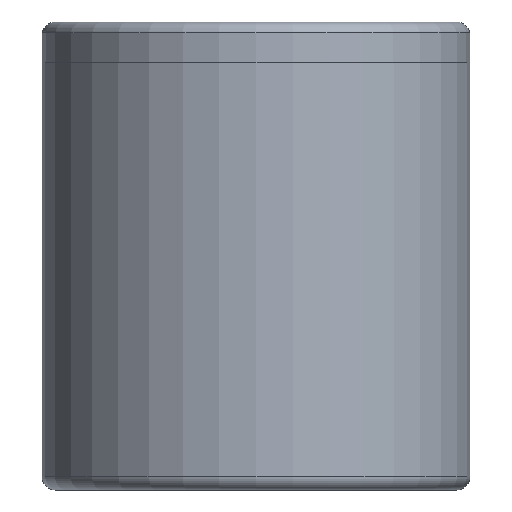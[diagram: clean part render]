
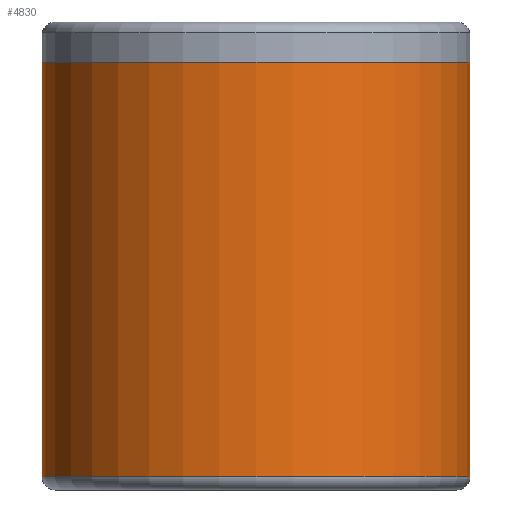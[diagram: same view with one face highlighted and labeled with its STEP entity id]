
A CAD part, front view. The second image highlights one B-rep face of the part: STEP entity #4830.
In plain terms, the highlighted cylindrical face has radius 16 mm (diameter 32 mm), a partial arc.
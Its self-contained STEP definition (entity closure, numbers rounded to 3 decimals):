
#252 = CARTESIAN_POINT ( 'NONE',  ( -16., 0., 32. ) ) ;
#1140 = ORIENTED_EDGE ( 'NONE', *, *, #1609, .T. ) ;
#1147 = VERTEX_POINT ( 'NONE', #2935 ) ;
#1362 = DIRECTION ( 'NONE',  ( 0., 0., -1. ) ) ;
#1609 = EDGE_CURVE ( 'NONE', #3553, #2822, #8800, .T. ) ;
#2508 = EDGE_CURVE ( 'NONE', #2822, #1147, #10533, .T. ) ;
#2822 = VERTEX_POINT ( 'NONE', #11857 ) ;
#2935 = CARTESIAN_POINT ( 'NONE',  ( 16., 0., 1. ) ) ;
#3257 = CARTESIAN_POINT ( 'NONE',  ( -16., 0., 35. ) ) ;
#3343 = DIRECTION ( 'NONE',  ( -1., 0., 0. ) ) ;
#3553 = VERTEX_POINT ( 'NONE', #252 ) ;
#3752 = CARTESIAN_POINT ( 'NONE',  ( 0., 0., 32. ) ) ;
#4265 = VECTOR ( 'NONE', #9533, 1000. ) ;
#4342 = CARTESIAN_POINT ( 'NONE',  ( 0., 0., 1. ) ) ;
#4611 = AXIS2_PLACEMENT_3D ( 'NONE', #3752, #10298, #4689 ) ;
#4689 = DIRECTION ( 'NONE',  ( 1., 0., 0. ) ) ;
#4774 = AXIS2_PLACEMENT_3D ( 'NONE', #9885, #10788, #3343 ) ;
#4830 = ADVANCED_FACE ( 'NONE', ( #7820 ), #9711, .T. ) ;
#5292 = DIRECTION ( 'NONE',  ( 1., 0., 0. ) ) ;
#5550 = ORIENTED_EDGE ( 'NONE', *, *, #2508, .T. ) ;
#6040 = CARTESIAN_POINT ( 'NONE',  ( 16., 0., 32. ) ) ;
#6322 = EDGE_CURVE ( 'NONE', #9916, #1147, #9249, .T. ) ;
#6627 = VECTOR ( 'NONE', #1362, 1000. ) ;
#6760 = EDGE_CURVE ( 'NONE', #3553, #9916, #8090, .T. ) ;
#7820 = FACE_OUTER_BOUND ( 'NONE', #11030, .T. ) ;
#8090 = CIRCLE ( 'NONE', #4611, 16. ) ;
#8588 = CARTESIAN_POINT ( 'NONE',  ( 16., 0., 35. ) ) ;
#8800 = LINE ( 'NONE', #3257, #6627 ) ;
#8901 = ORIENTED_EDGE ( 'NONE', *, *, #6760, .F. ) ;
#9249 = LINE ( 'NONE', #8588, #4265 ) ;
#9502 = ORIENTED_EDGE ( 'NONE', *, *, #6322, .F. ) ;
#9533 = DIRECTION ( 'NONE',  ( 0., 0., -1. ) ) ;
#9711 = CYLINDRICAL_SURFACE ( 'NONE', #4774, 16. ) ;
#9885 = CARTESIAN_POINT ( 'NONE',  ( 0., 0., 35. ) ) ;
#9916 = VERTEX_POINT ( 'NONE', #6040 ) ;
#10298 = DIRECTION ( 'NONE',  ( 0., 0., 1. ) ) ;
#10533 = CIRCLE ( 'NONE', #11182, 16. ) ;
#10788 = DIRECTION ( 'NONE',  ( 0., 0., -1. ) ) ;
#10848 = DIRECTION ( 'NONE',  ( 0., 0., 1. ) ) ;
#11030 = EDGE_LOOP ( 'NONE', ( #9502, #8901, #1140, #5550 ) ) ;
#11182 = AXIS2_PLACEMENT_3D ( 'NONE', #4342, #10848, #5292 ) ;
#11857 = CARTESIAN_POINT ( 'NONE',  ( -16., 0., 1. ) ) ;
